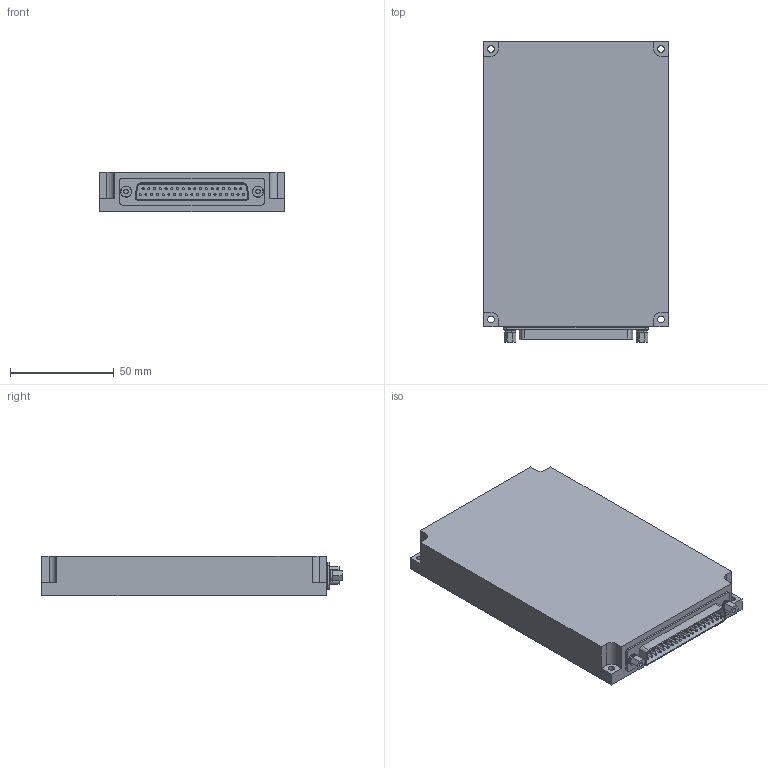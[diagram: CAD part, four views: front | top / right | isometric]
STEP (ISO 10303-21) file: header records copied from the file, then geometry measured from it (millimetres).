
FILE_DESCRIPTION(/* description */ ('Unknown'),/* implementation_level */ '2;1');
FILE_NAME(/* name */ 'M6204001',/* time_stamp */ '2020-03-20T14:29:10-04:00',/* author */ ('Unknown'),/* organization */ ('Unknown'),/* preprocessor_version */ 'ST-DEVELOPER v16.7',/* originating_system */ 'DEX',/* authorisation */ $);
FILE_SCHEMA (('CONFIG_CONTROL_DESIGN'));
Length unit declared in the file: millimetre
Products named in the file (7): M6204001; MAIN BODY; D-TYPE37P; P001-19; MS35338-134; NAS620C4
Assembly tree (7 placements, depth 3):
  M6204001
    MAIN BODY
    D-TYPE37P
    P001-19  x2
      P001-19
      MS35338-134
      NAS620C4
Bounding box: 88.9 x 144.66 x 19.05 mm (x, y, z)
Volume: 232739 mm3; surface area: 38175.1 mm2
Topology: 8 solids, 8 shells, 272 faces, 660 edges, 410 vertices
Faces by surface type: cylinder 120, plane 107, sphere 37, torus 8
Full cylindrical faces by diameter (mm): 1 x74, 2.156 x2, 2.382 x2, 2.92 x2, 3.05 x2, 3.2 x4, 5.309 x2
Entity records: 7523 total; most frequent: DIRECTION 1126, CARTESIAN_POINT 936, ORIENTED_EDGE 756, AXIS2_PLACEMENT_3D 490, EDGE_LOOP 426, FACE_BOUND 426, EDGE_CURVE 378, VERTEX_POINT 300
